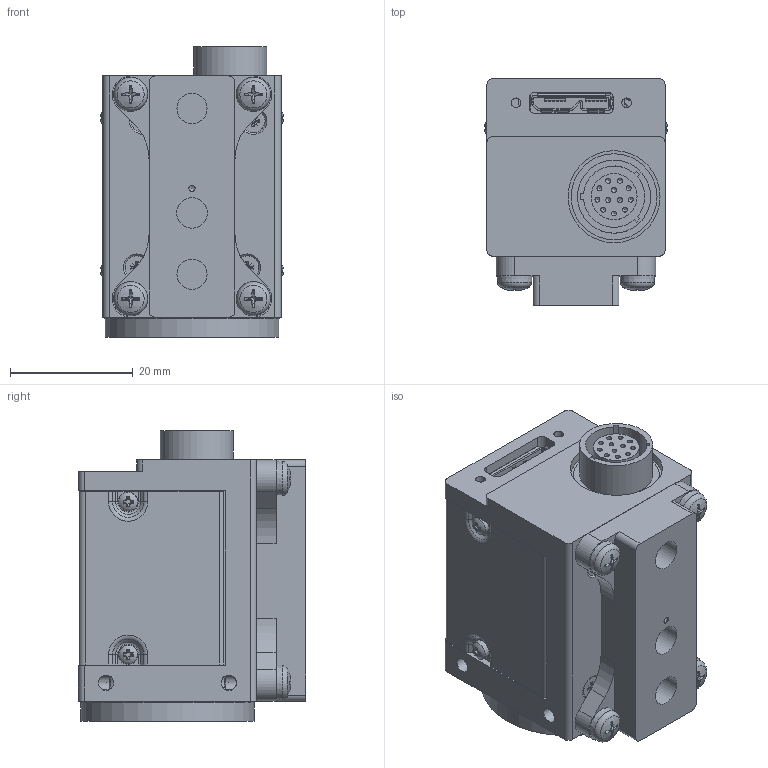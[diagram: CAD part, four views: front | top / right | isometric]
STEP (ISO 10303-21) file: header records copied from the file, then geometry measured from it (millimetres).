
FILE_DESCRIPTION((''),'2;1');
FILE_NAME('135-12-0(FPGA-Kamera_USB3_13-1).stp','2013-12-14T19:20:47',('khw'),(''),'Autodesk Inventor 2013','Autodesk Inventor 2013','');
FILE_SCHEMA(('CONFIG_CONTROL_DESIGN'));
Length unit declared in the file: millimetre
Products named in the file (4): 135-12-0(FPGA-Kamera_USB3_13-1)STEP; 124-11-2-00-03(TripodAdapter); DIN EN ISO 7045 H M3 x 6 - 4.8 - H
Assembly tree (6 placements, depth 2):
  135-12-0(FPGA-Kamera_USB3_13-1)STEP
    135-12-0(FPGA-Kamera_USB3_13-1)STEP
    124-11-2-00-03(TripodAdapter)
    DIN EN ISO 7045 H M3 x 6 - 4.8 - H  x4
Bounding box: 29.72 x 37 x 47.4 mm (x, y, z)
Volume: 16171.8 mm3; surface area: 17920.5 mm2
Topology: 7 solids, 19 shells, 1458 faces, 3947 edges, 2568 vertices
Faces by surface type: plane 744, cylinder 389, cone 248, torus 65, sphere 12
Full cylindrical faces by diameter (mm): 0.7 x3, 0.8 x24, 1 x3, 1.221 x8, 1.425 x4, 1.567 x9, 1.6 x4, 1.755 x4, 1.9 x4, 2 x2, 2.1 x2, 2.2 x4, 2.459 x10, 2.729 x4, 3 x4, 3.3 x4, 3.8 x4, 4 x4, 4.917 x2, 4.978 x1, 7.5 x1, 11.9 x1, 12 x1, 14 x1, 15 x1, 24.536 x1, 25.6 x1, 28.3 x1
Entity records: 43913 total; most frequent: CARTESIAN_POINT 9053, DIRECTION 6950, ORIENTED_EDGE 6812, EDGE_CURVE 3406, AXIS2_PLACEMENT_3D 2489, VERTEX_POINT 2309, VECTOR 1972, LINE 1972
